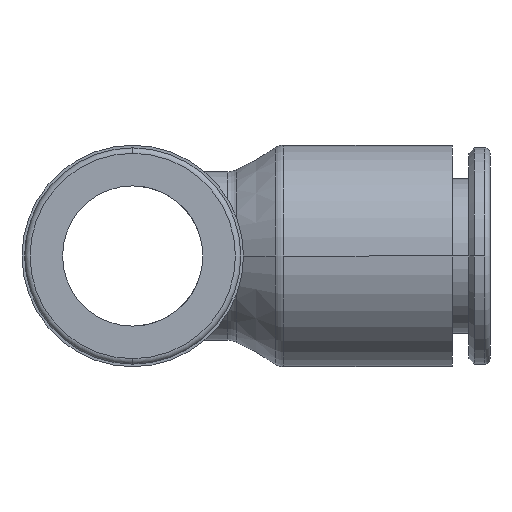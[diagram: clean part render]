
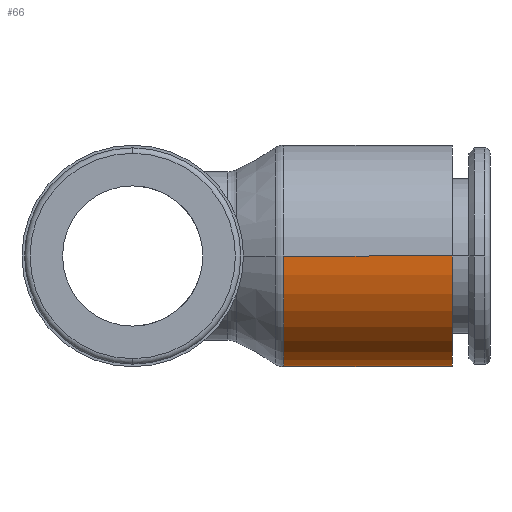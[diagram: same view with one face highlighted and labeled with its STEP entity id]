
A CAD part, left-side view. The second image highlights one B-rep face of the part: STEP entity #66.
In plain terms, the highlighted cylindrical face has radius 9.475 mm (diameter 18.95 mm), a partial arc.
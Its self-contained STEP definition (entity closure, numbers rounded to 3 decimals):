
#66=ADVANCED_FACE('',(#178),#179,.T.);
#178=FACE_OUTER_BOUND('',#372,.T.);
#179=CYLINDRICAL_SURFACE('',#373,9.475);
#372=EDGE_LOOP('',(#686,#687,#688,#689,#690));
#373=AXIS2_PLACEMENT_3D('',#691,#692,#693);
#686=ORIENTED_EDGE('',*,*,#1359,.F.);
#687=ORIENTED_EDGE('',*,*,#1360,.T.);
#688=ORIENTED_EDGE('',*,*,#1361,.T.);
#689=ORIENTED_EDGE('',*,*,#1362,.F.);
#690=ORIENTED_EDGE('',*,*,#1363,.F.);
#691=CARTESIAN_POINT('',(0.,-20.133,0.));
#692=DIRECTION('',(0.,-1.0,0.));
#693=DIRECTION('',(-1.0,0.,0.));
#1359=EDGE_CURVE('',#1671,#1672,#1673,.T.);
#1360=EDGE_CURVE('',#1671,#1674,#1675,.T.);
#1361=EDGE_CURVE('',#1674,#1676,#1677,.T.);
#1362=EDGE_CURVE('',#1678,#1676,#1679,.T.);
#1363=EDGE_CURVE('',#1672,#1678,#1680,.T.);
#1671=VERTEX_POINT('',#2088);
#1672=VERTEX_POINT('',#2089);
#1673=LINE('',#2090,#2091);
#1674=VERTEX_POINT('',#2092);
#1675=CIRCLE('',#2093,9.475);
#1676=VERTEX_POINT('',#2094);
#1677=CIRCLE('',#2095,9.475);
#1678=VERTEX_POINT('',#2096);
#1679=LINE('',#2097,#2098);
#1680=CIRCLE('',#2099,9.475);
#2088=CARTESIAN_POINT('',(-9.475,-12.91,0.));
#2089=CARTESIAN_POINT('',(-9.475,-27.355,0.));
#2090=CARTESIAN_POINT('',(-9.475,-20.133,0.));
#2091=VECTOR('',#2762,1.0);
#2092=CARTESIAN_POINT('',(0.,-12.91,-9.475));
#2093=AXIS2_PLACEMENT_3D('',#2763,#2764,#2765);
#2094=CARTESIAN_POINT('',(9.475,-12.91,0.));
#2095=AXIS2_PLACEMENT_3D('',#2766,#2767,#2768);
#2096=CARTESIAN_POINT('',(9.475,-27.355,0.));
#2097=CARTESIAN_POINT('',(9.475,-20.133,0.));
#2098=VECTOR('',#2769,1.0);
#2099=AXIS2_PLACEMENT_3D('',#2770,#2771,#2772);
#2762=DIRECTION('',(0.,-1.0,0.));
#2763=CARTESIAN_POINT('',(0.,-12.91,0.));
#2764=DIRECTION('',(0.,-1.0,0.));
#2765=DIRECTION('',(-1.0,0.,0.));
#2766=CARTESIAN_POINT('',(0.,-12.91,0.));
#2767=DIRECTION('',(0.,-1.0,0.));
#2768=DIRECTION('',(-1.0,0.,0.));
#2769=DIRECTION('',(0.,1.0,0.));
#2770=CARTESIAN_POINT('',(0.,-27.355,0.));
#2771=DIRECTION('',(0.,-1.0,0.));
#2772=DIRECTION('',(-1.0,0.,0.));
